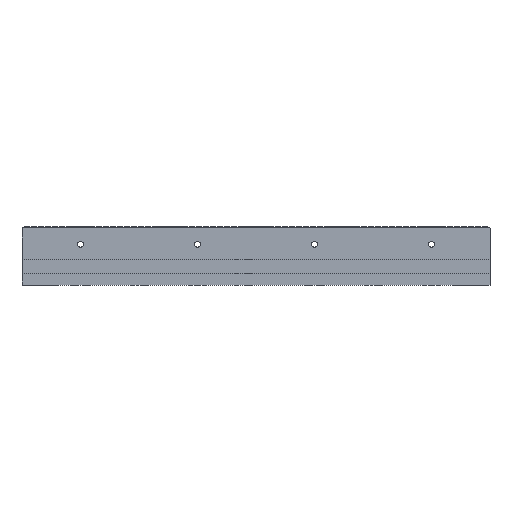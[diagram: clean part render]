
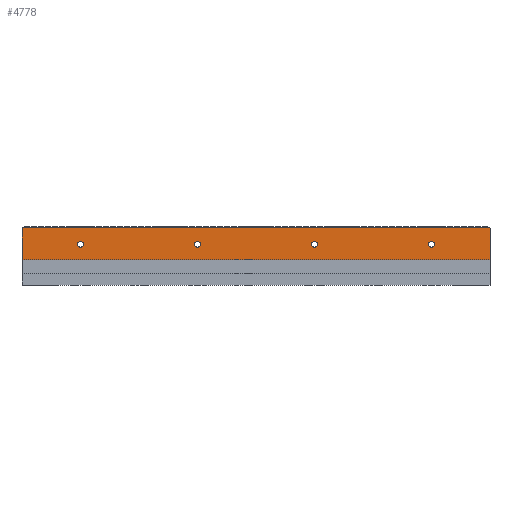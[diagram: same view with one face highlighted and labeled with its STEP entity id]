
A CAD part, left-side view. The second image highlights one B-rep face of the part: STEP entity #4778.
In plain terms, the highlighted planar face has unit normal (-1, 0, 0).
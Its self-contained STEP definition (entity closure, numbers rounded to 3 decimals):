
#4778 = ADVANCED_FACE( '', ( #9838, #9839, #9840, #9841, #9842 ), #9843, .F. );
#9838 = FACE_BOUND( '', #15125, .T. );
#9839 = FACE_BOUND( '', #15126, .T. );
#9840 = FACE_BOUND( '', #15127, .T. );
#9841 = FACE_BOUND( '', #15128, .T. );
#9842 = FACE_OUTER_BOUND( '', #15129, .T. );
#9843 = PLANE( '', #15130 );
#15125 = EDGE_LOOP( '', ( #31206 ) );
#15126 = EDGE_LOOP( '', ( #31207 ) );
#15127 = EDGE_LOOP( '', ( #31208 ) );
#15128 = EDGE_LOOP( '', ( #31209 ) );
#15129 = EDGE_LOOP( '', ( #31210, #31211, #31212, #31213, #31214, #31215 ) );
#15130 = AXIS2_PLACEMENT_3D( '', #31216, #31217, #31218 );
#31206 = ORIENTED_EDGE( '', *, *, #33383, .F. );
#31207 = ORIENTED_EDGE( '', *, *, #35224, .F. );
#31208 = ORIENTED_EDGE( '', *, *, #33380, .F. );
#31209 = ORIENTED_EDGE( '', *, *, #33108, .F. );
#31210 = ORIENTED_EDGE( '', *, *, #35266, .T. );
#31211 = ORIENTED_EDGE( '', *, *, #38531, .F. );
#31212 = ORIENTED_EDGE( '', *, *, #33125, .T. );
#31213 = ORIENTED_EDGE( '', *, *, #34024, .T. );
#31214 = ORIENTED_EDGE( '', *, *, #39016, .F. );
#31215 = ORIENTED_EDGE( '', *, *, #38643, .F. );
#31216 = CARTESIAN_POINT( '', ( -25., -200., 25. ) );
#31217 = DIRECTION( '', ( 1., 0., 0. ) );
#31218 = DIRECTION( '', ( 0., 0., -1. ) );
#33108 = EDGE_CURVE( '', #40023, #40023, #40024, .T. );
#33125 = EDGE_CURVE( '', #40053, #40054, #40055, .T. );
#33380 = EDGE_CURVE( '', #40513, #40513, #40514, .T. );
#33383 = EDGE_CURVE( '', #40518, #40518, #40519, .T. );
#34024 = EDGE_CURVE( '', #40054, #41642, #41644, .T. );
#35224 = EDGE_CURVE( '', #43684, #43684, #43685, .T. );
#35266 = EDGE_CURVE( '', #43754, #43752, #43755, .T. );
#38531 = EDGE_CURVE( '', #40053, #43752, #48694, .T. );
#38643 = EDGE_CURVE( '', #43754, #48826, #48827, .T. );
#39016 = EDGE_CURVE( '', #48826, #41642, #49271, .T. );
#40023 = VERTEX_POINT( '', #50385 );
#40024 = CIRCLE( '', #50386, 2.5 );
#40053 = VERTEX_POINT( '', #50425 );
#40054 = VERTEX_POINT( '', #50426 );
#40055 = LINE( '', #50427, #50428 );
#40513 = VERTEX_POINT( '', #51090 );
#40514 = CIRCLE( '', #51091, 2.5 );
#40518 = VERTEX_POINT( '', #51095 );
#40519 = CIRCLE( '', #51096, 2.5 );
#41642 = VERTEX_POINT( '', #52716 );
#41644 = LINE( '', #52719, #52720 );
#43684 = VERTEX_POINT( '', #55688 );
#43685 = CIRCLE( '', #55689, 2.5 );
#43752 = VERTEX_POINT( '', #55787 );
#43754 = VERTEX_POINT( '', #55790 );
#43755 = LINE( '', #55791, #55792 );
#48694 = LINE( '', #63429, #63430 );
#48826 = VERTEX_POINT( '', #63621 );
#48827 = LINE( '', #63622, #63623 );
#49271 = LINE( '', #64281, #64282 );
#50385 = CARTESIAN_POINT( '', ( -25., -147.5, 10. ) );
#50386 = AXIS2_PLACEMENT_3D( '', #65761, #65762, #65763 );
#50425 = CARTESIAN_POINT( '', ( -25., 200., 23.25 ) );
#50426 = CARTESIAN_POINT( '', ( -25., 200., -3. ) );
#50427 = CARTESIAN_POINT( '', ( -25., 200., 25. ) );
#50428 = VECTOR( '', #65780, 1000. );
#51090 = CARTESIAN_POINT( '', ( -25., 152.5, 10. ) );
#51091 = AXIS2_PLACEMENT_3D( '', #65994, #65995, #65996 );
#51095 = CARTESIAN_POINT( '', ( -25., 52.5, 10. ) );
#51096 = AXIS2_PLACEMENT_3D( '', #66000, #66001, #66002 );
#52716 = CARTESIAN_POINT( '', ( -25., -200., -3. ) );
#52719 = CARTESIAN_POINT( '', ( -25., 200., -3. ) );
#52720 = VECTOR( '', #66546, 1000. );
#55688 = CARTESIAN_POINT( '', ( -25., -47.5, 10. ) );
#55689 = AXIS2_PLACEMENT_3D( '', #67550, #67551, #67552 );
#55787 = CARTESIAN_POINT( '', ( -25., 199.25, 24. ) );
#55790 = CARTESIAN_POINT( '', ( -25., -199.25, 24. ) );
#55791 = CARTESIAN_POINT( '', ( -25., -200., 24. ) );
#55792 = VECTOR( '', #67585, 1000. );
#63429 = CARTESIAN_POINT( '', ( -25., 200., 23.25 ) );
#63430 = VECTOR( '', #70401, 1000. );
#63621 = CARTESIAN_POINT( '', ( -25., -200., 23.25 ) );
#63622 = CARTESIAN_POINT( '', ( -25., -198.25, 25. ) );
#63623 = VECTOR( '', #70479, 1000. );
#64281 = CARTESIAN_POINT( '', ( -25., -200., 25. ) );
#64282 = VECTOR( '', #70694, 1000. );
#65761 = CARTESIAN_POINT( '', ( -25., -150., 10. ) );
#65762 = DIRECTION( '', ( -1., 0., 0. ) );
#65763 = DIRECTION( '', ( 0., 1., 0. ) );
#65780 = DIRECTION( '', ( 0., 0., -1. ) );
#65994 = CARTESIAN_POINT( '', ( -25., 150., 10. ) );
#65995 = DIRECTION( '', ( -1., 0., 0. ) );
#65996 = DIRECTION( '', ( 0., 1., 0. ) );
#66000 = CARTESIAN_POINT( '', ( -25., 50., 10. ) );
#66001 = DIRECTION( '', ( -1., 0., 0. ) );
#66002 = DIRECTION( '', ( 0., 1., 0. ) );
#66546 = DIRECTION( '', ( 0., -1., 0. ) );
#67550 = CARTESIAN_POINT( '', ( -25., -50., 10. ) );
#67551 = DIRECTION( '', ( -1., 0., 0. ) );
#67552 = DIRECTION( '', ( 0., 1., 0. ) );
#67585 = DIRECTION( '', ( 0., 1., 0. ) );
#70401 = DIRECTION( '', ( 0., -0.707, 0.707 ) );
#70479 = DIRECTION( '', ( 0., -0.707, -0.707 ) );
#70694 = DIRECTION( '', ( 0., 0., -1. ) );
